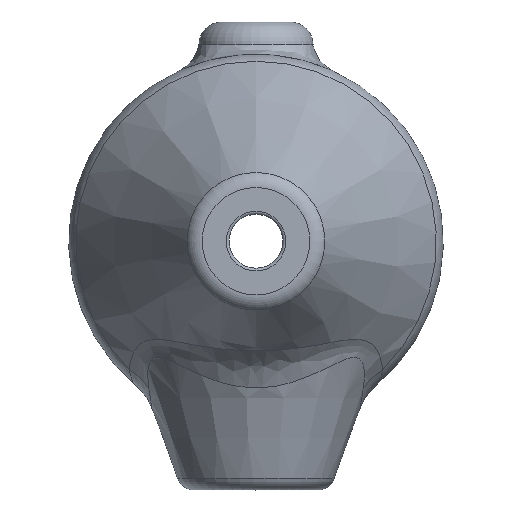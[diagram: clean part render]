
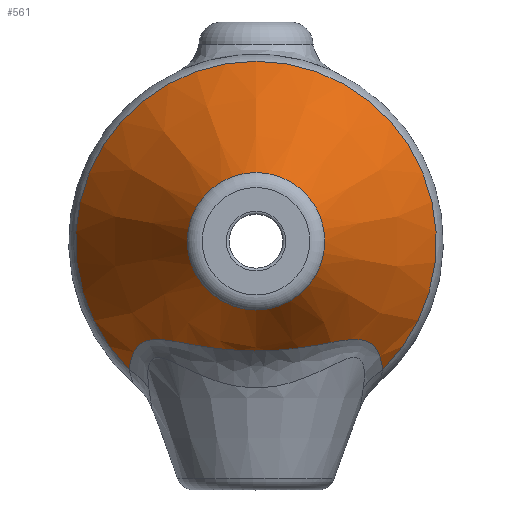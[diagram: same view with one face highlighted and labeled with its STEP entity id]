
A CAD part, top view. The second image highlights one B-rep face of the part: STEP entity #561.
In plain terms, the highlighted conical face has half-angle 28.5 degrees and reference radius 11 mm.
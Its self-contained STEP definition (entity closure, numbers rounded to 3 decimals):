
#70=B_SPLINE_CURVE_WITH_KNOTS('',3,(#1127,#1128,#1129,#1130,#1131,#1132,
#1133,#1134,#1135,#1136,#1137,#1138,#1139,#1140,#1141,#1142),
 .UNSPECIFIED.,.F.,.F.,(4,1,1,1,1,1,1,1,1,1,1,1,1,4),(0.,0.313,
0.47,0.626,0.94,1.253,
1.879,2.506,3.132,3.446,3.759,
3.916,4.072,4.385),.UNSPECIFIED.);
#80=CONICAL_SURFACE('',#631,11.,0.497);
#96=FACE_BOUND('',#184,.T.);
#127=FACE_OUTER_BOUND('',#183,.T.);
#183=EDGE_LOOP('',(#453,#454));
#184=EDGE_LOOP('',(#455));
#240=CIRCLE('',#630,6.026);
#241=CIRCLE('',#632,15.794);
#290=VERTEX_POINT('',#1122);
#291=VERTEX_POINT('',#1125);
#292=VERTEX_POINT('',#1126);
#351=EDGE_CURVE('',#290,#290,#240,.T.);
#352=EDGE_CURVE('',#291,#292,#70,.T.);
#353=EDGE_CURVE('',#292,#291,#241,.T.);
#453=ORIENTED_EDGE('',*,*,#352,.F.);
#454=ORIENTED_EDGE('',*,*,#353,.F.);
#455=ORIENTED_EDGE('',*,*,#351,.F.);
#561=ADVANCED_FACE('',(#127,#96),#80,.T.);
#630=AXIS2_PLACEMENT_3D('',#1123,#761,#762);
#631=AXIS2_PLACEMENT_3D('',#1124,#763,#764);
#632=AXIS2_PLACEMENT_3D('',#1143,#765,#766);
#761=DIRECTION('center_axis',(0.,0.,1.));
#762=DIRECTION('ref_axis',(0.,-1.,0.));
#763=DIRECTION('center_axis',(0.,0.,-1.));
#764=DIRECTION('ref_axis',(0.,1.,0.));
#765=DIRECTION('center_axis',(0.,0.,-1.));
#766=DIRECTION('ref_axis',(0.,1.,0.));
#1122=CARTESIAN_POINT('',(0.,12.776,32.868));
#1123=CARTESIAN_POINT('Origin',(0.,6.75,32.868));
#1124=CARTESIAN_POINT('Origin',(0.,6.75,23.707));
#1125=CARTESIAN_POINT('',(11.119,-4.467,14.878));
#1126=CARTESIAN_POINT('',(-11.119,-4.467,14.878));
#1127=CARTESIAN_POINT('Ctrl Pts',(11.119,-4.467,14.878));
#1128=CARTESIAN_POINT('Ctrl Pts',(11.06,-3.901,15.695));
#1129=CARTESIAN_POINT('Ctrl Pts',(10.87,-3.087,16.971));
#1130=CARTESIAN_POINT('Ctrl Pts',(10.27,-2.265,18.798));
#1131=CARTESIAN_POINT('Ctrl Pts',(9.368,-1.772,20.648));
#1132=CARTESIAN_POINT('Ctrl Pts',(7.875,-1.842,22.566));
#1133=CARTESIAN_POINT('Ctrl Pts',(5.35,-2.352,24.746));
#1134=CARTESIAN_POINT('Ctrl Pts',(2.032,-2.878,26.366));
#1135=CARTESIAN_POINT('Ctrl Pts',(-2.032,-2.875,26.367));
#1136=CARTESIAN_POINT('Ctrl Pts',(-5.35,-2.353,24.743));
#1137=CARTESIAN_POINT('Ctrl Pts',(-7.874,-1.843,22.566));
#1138=CARTESIAN_POINT('Ctrl Pts',(-9.368,-1.772,20.648));
#1139=CARTESIAN_POINT('Ctrl Pts',(-10.27,-2.265,18.798));
#1140=CARTESIAN_POINT('Ctrl Pts',(-10.869,-3.087,16.971));
#1141=CARTESIAN_POINT('Ctrl Pts',(-11.06,-3.901,15.695));
#1142=CARTESIAN_POINT('Ctrl Pts',(-11.119,-4.467,14.878));
#1143=CARTESIAN_POINT('Origin',(0.,6.75,
14.878));
